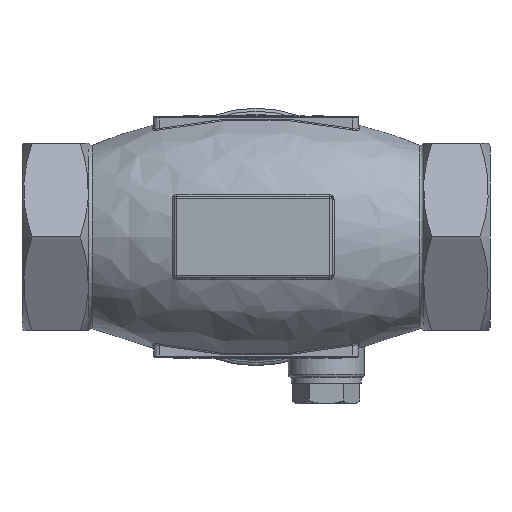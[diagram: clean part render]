
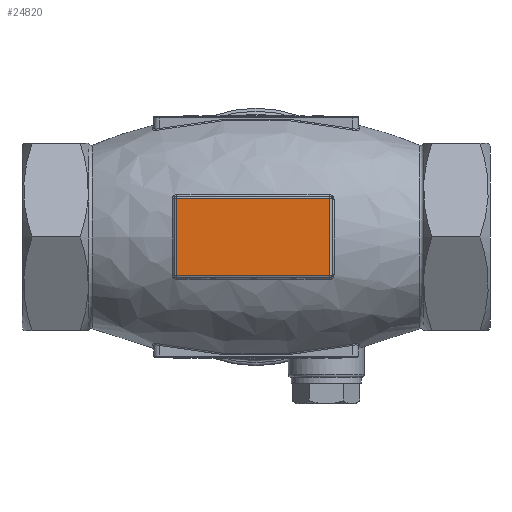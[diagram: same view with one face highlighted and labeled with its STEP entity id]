
A CAD part, front view. The second image highlights one B-rep face of the part: STEP entity #24820.
In plain terms, the highlighted planar face has unit normal (0, -1, 0).
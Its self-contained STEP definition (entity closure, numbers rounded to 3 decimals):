
#512 = EDGE_CURVE ( 'NONE', #1687, #1734, #2786, .T. ) ;
#519 = EDGE_CURVE ( 'NONE', #1710, #1687, #2795, .T. ) ;
#524 = EDGE_CURVE ( 'NONE', #1789, #1710, #2801, .T. ) ;
#1687 = VERTEX_POINT ( 'NONE', #35969 ) ;
#1710 = VERTEX_POINT ( 'NONE', #35999 ) ;
#1734 = VERTEX_POINT ( 'NONE', #36025 ) ;
#1789 = VERTEX_POINT ( 'NONE', #36062 ) ;
#1903 = ORIENTED_EDGE ( 'NONE', *, *, #6424, .T. ) ;
#1905 = ORIENTED_EDGE ( 'NONE', *, *, #524, .T. ) ;
#1907 = ORIENTED_EDGE ( 'NONE', *, *, #519, .T. ) ;
#1909 = ORIENTED_EDGE ( 'NONE', *, *, #512, .T. ) ;
#2786 = LINE ( 'NONE', #2787, #12869 ) ;
#2787 = CARTESIAN_POINT ( 'NONE',  ( -14., -21., -6.6 ) ) ;
#2791 = DIRECTION ( 'NONE',  ( 1., 0., 0. ) ) ;
#2795 = LINE ( 'NONE', #2796, #13818 ) ;
#2796 = CARTESIAN_POINT ( 'NONE',  ( -13.6, -21., 7. ) ) ;
#2800 = DIRECTION ( 'NONE',  ( 0., 0., -1. ) ) ;
#2801 = LINE ( 'NONE', #2802, #13829 ) ;
#2802 = CARTESIAN_POINT ( 'NONE',  ( -14., -21., 6.6 ) ) ;
#2806 = DIRECTION ( 'NONE',  ( -1., 0., 0. ) ) ;
#5708 = FACE_OUTER_BOUND ( 'NONE', #30343, .T. ) ;
#5741 = PLANE ( 'NONE',  #6080 ) ;
#5751 = CARTESIAN_POINT ( 'NONE',  ( -14., -21., 7. ) ) ;
#5752 = DIRECTION ( 'NONE',  ( 0., 1., 0. ) ) ;
#5753 = DIRECTION ( 'NONE',  ( 0., 0., 1. ) ) ;
#6080 = AXIS2_PLACEMENT_3D ( 'NONE', #5751, #5752, #5753 ) ;
#6424 = EDGE_CURVE ( 'NONE', #1734, #1789, #17861, .T. ) ;
#12869 = VECTOR ( 'NONE', #2791, 1000. ) ;
#13818 = VECTOR ( 'NONE', #2800, 1000. ) ;
#13829 = VECTOR ( 'NONE', #2806, 1000. ) ;
#17861 = LINE ( 'NONE', #17863, #30000 ) ;
#17863 = CARTESIAN_POINT ( 'NONE',  ( 12.6, -21., 7. ) ) ;
#17878 = DIRECTION ( 'NONE',  ( 0., 0., 1. ) ) ;
#24820 = ADVANCED_FACE ( 'NONE', ( #5708 ), #5741, .F. ) ;
#30000 = VECTOR ( 'NONE', #17878, 1000. ) ;
#30343 = EDGE_LOOP ( 'NONE', ( #1903, #1905, #1907, #1909 ) ) ;
#35969 = CARTESIAN_POINT ( 'NONE',  ( -13.6, -21., -6.6 ) ) ;
#35999 = CARTESIAN_POINT ( 'NONE',  ( -13.6, -21., 6.6 ) ) ;
#36025 = CARTESIAN_POINT ( 'NONE',  ( 12.6, -21., -6.6 ) ) ;
#36062 = CARTESIAN_POINT ( 'NONE',  ( 12.6, -21., 6.6 ) ) ;
